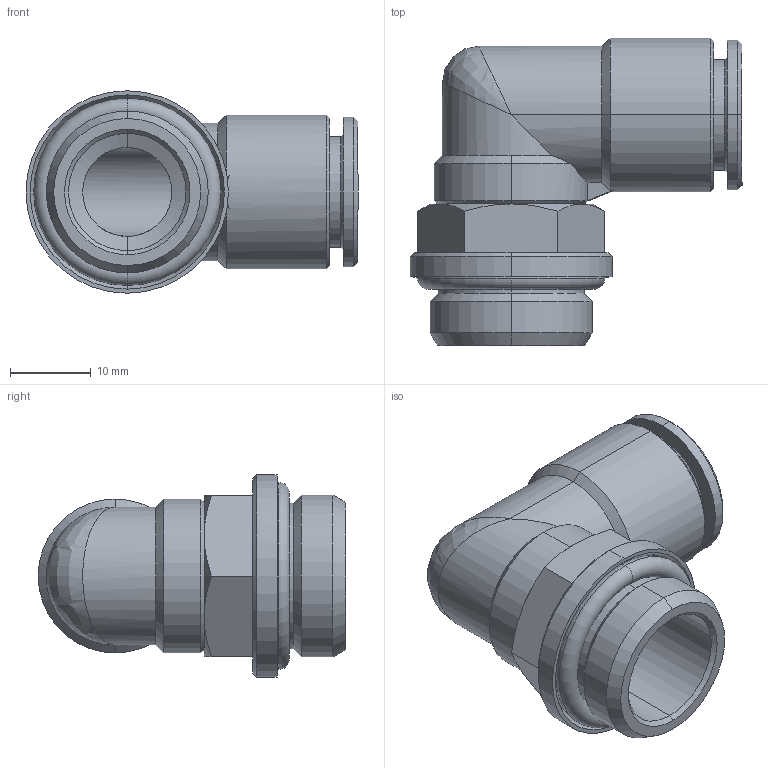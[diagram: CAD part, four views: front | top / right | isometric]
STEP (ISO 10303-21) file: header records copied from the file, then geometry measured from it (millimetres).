
FILE_DESCRIPTION (( 'STEP AP203' ), '1' );
FILE_NAME ('B0080064.STEP', '2011-03-23T13:49:39', ( '' ), ( 'sopra-pneumatic' ), 'SwSTEP 2.0', 'SolidWorks 2009', '' );
FILE_SCHEMA (( 'CONFIG_CONTROL_DESIGN' ));
Length unit declared in the file: millimetre
Products named in the file (1): B0080064
Bounding box: 41 x 38 x 25 mm (x, y, z)
Volume: 9048.8 mm3; surface area: 7303.1 mm2
Topology: 2 solids, 4 shells, 103 faces, 221 edges, 130 vertices
Faces by surface type: cone 37, cylinder 35, plane 26, torus 4, bspline 1
Entity records: 3614 total; most frequent: CARTESIAN_POINT 1324, DIRECTION 490, ORIENTED_EDGE 438, EDGE_CURVE 219, AXIS2_PLACEMENT_3D 201, VERTEX_POINT 130, EDGE_LOOP 113, ADVANCED_FACE 103
